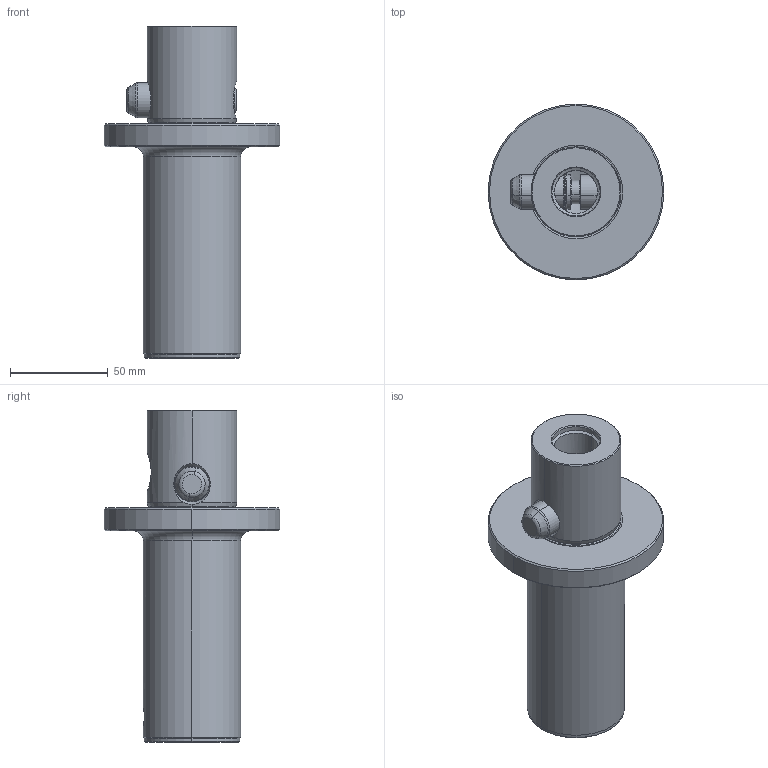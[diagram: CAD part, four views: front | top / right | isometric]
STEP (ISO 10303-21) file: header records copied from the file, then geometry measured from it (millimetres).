
FILE_DESCRIPTION(('no description'),'unknown implementation level');
FILE_NAME('94E8D699-01D2-465A-9173-DC48D89AD46D_export.stp',' ',('CIMSOURCE GmbH'),('CADClick - KiM GmbH - www.kimweb.de'),'unknown preprocess','ACIS','unknown authorization');
FILE_SCHEMA(('automotive_design'));
Length unit declared in the file: millimetre
Products named in the file (4): 332.750 Kaiser CKS7 X CKS5 X 160B|332.750 Kaiser CKS7 X CKS5 X 160B_Standard;NONE; 332.750 Kaiser CKS7 X CKS5 X 160B|690.435 Kaiser ETL M10 X 14 CK5_Standard;NONE; 332.750 Kaiser CKS7 X CKS5 X 160B|691.507 Kaiser ETL �18 X 56K_Standard|691.527 Mitnehmerbolzen_Standard;NONE; 332.750 Kaiser CKS7 X CKS5 X 160B|691.507 Kaiser ETL �18 X 56K_Standard|693.306 Sprengring_Standard;NONE
Bounding box: 90 x 90 x 170 mm (x, y, z)
Volume: 316467.7 mm3; surface area: 55647.3 mm2
Topology: 4 solids, 4 shells, 178 faces, 398 edges, 228 vertices
Faces by surface type: cone 56, cylinder 53, plane 39, torus 30
Entity records: 10287 total; most frequent: CARTESIAN_POINT 1650, DIRECTION 924, STYLED_ITEM 804, PRESENTATION_STYLE_ASSIGNMENT 804, COLOUR_RGB 804, ORIENTED_EDGE 788, EDGE_CURVE 394, CURVE_STYLE 394
